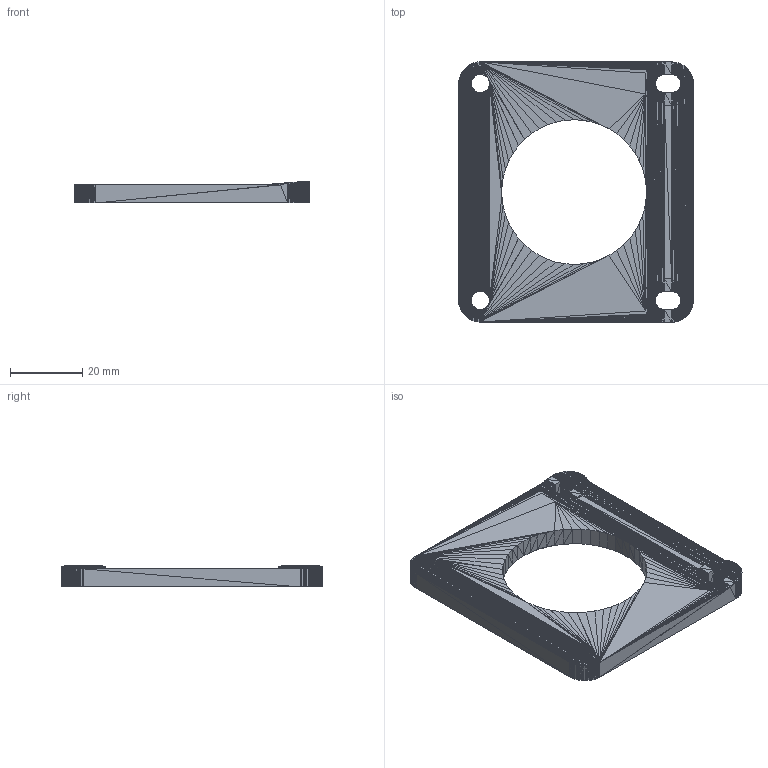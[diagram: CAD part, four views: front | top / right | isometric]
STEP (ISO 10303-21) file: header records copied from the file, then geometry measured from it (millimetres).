
FILE_DESCRIPTION(/* description */ (''),/* implementation_level */ '2;1');
FILE_NAME(/* name */ '2-Hbar_End_Plate.stp',/* time_stamp */ '2017-03-23T13:07:44-04:00',/* author */ ('Tiktiki'),/* organization */ (''),/* preprocessor_version */ 'ST-DEVELOPER v16.1',/* originating_system */ 'Autodesk Inventor 2016',/* authorisation */ '');
FILE_SCHEMA (('AUTOMOTIVE_DESIGN { 1 0 10303 214 3 1 1 }'));
Length unit declared in the file: millimetre
Products named in the file (1): 2-Hbar_End_Plate
Bounding box: 64.93 x 72.03 x 6.08 mm (x, y, z)
Volume: 16555.4 mm3; surface area: 8940.9 mm2
Topology: 1 solids, 1 shells, 2483 faces, 3757 edges, 1266 vertices
Faces by surface type: plane 2483
Entity records: 48727 total; most frequent: DIRECTION 8725, ORIENTED_EDGE 7514, CARTESIAN_POINT 7507, LINE 3757, VECTOR 3757, EDGE_CURVE 3757, AXIS2_PLACEMENT_3D 2484, FACE_OUTER_BOUND 2483
